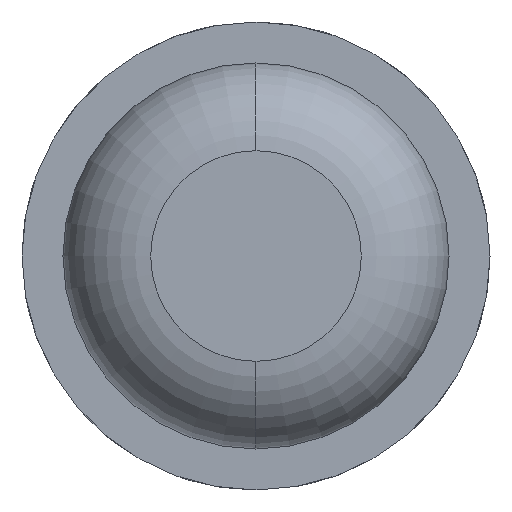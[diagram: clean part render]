
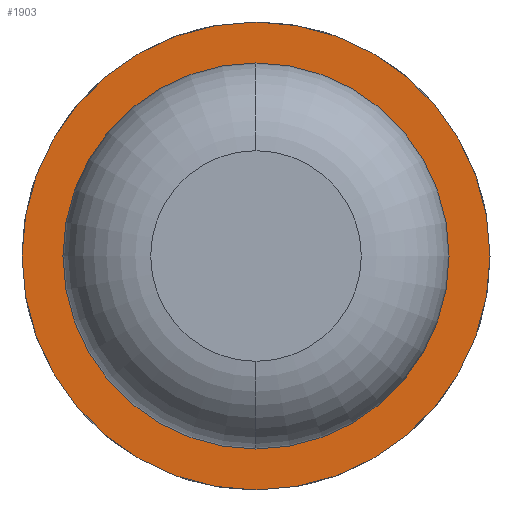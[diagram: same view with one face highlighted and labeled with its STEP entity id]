
A CAD part, front view. The second image highlights one B-rep face of the part: STEP entity #1903.
In plain terms, the highlighted planar face has unit normal (0, -1, 0).
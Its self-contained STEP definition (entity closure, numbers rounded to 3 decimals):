
#59 = AXIS2_PLACEMENT_3D ( 'NONE', #1803, #1756, #4334 ) ;
#359 = CIRCLE ( 'NONE', #1844, 0.825 ) ;
#514 = EDGE_LOOP ( 'NONE', ( #3478, #3321 ) ) ;
#717 = ORIENTED_EDGE ( 'NONE', *, *, #3187, .F. ) ;
#761 = ORIENTED_EDGE ( 'NONE', *, *, #2231, .F. ) ;
#980 = DIRECTION ( 'NONE',  ( 0., 0., -1. ) ) ;
#1311 = CIRCLE ( 'NONE', #4226, 1. ) ;
#1517 = VERTEX_POINT ( 'NONE', #4001 ) ;
#1702 = EDGE_CURVE ( 'Defeature ausgef�hrt1_1+Defeature ausgef�hrt1_4+Defeature ausgef�hrt1_4+Defeature ausgef�hrt1_4', #1963, #3061, #3161, .T. ) ;
#1756 = DIRECTION ( 'NONE',  ( 0., -1., 0. ) ) ;
#1776 = EDGE_CURVE ( 'Defeature ausgef�hrt1_1+Defeature ausgef�hrt1_4+Defeature ausgef�hrt1_4+Defeature ausgef�hrt1_4', #3061, #1963, #359, .T. ) ;
#1803 = CARTESIAN_POINT ( 'NONE',  ( -1., -3., 0. ) ) ;
#1832 = EDGE_LOOP ( 'NONE', ( #717, #761 ) ) ;
#1836 = VERTEX_POINT ( 'NONE', #3524 ) ;
#1844 = AXIS2_PLACEMENT_3D ( 'NONE', #2766, #2780, #980 ) ;
#1903 = ADVANCED_FACE ( 'Defeature ausgef�hrt1_4', ( #4648, #4487 ), #4017, .T. ) ;
#1963 = VERTEX_POINT ( 'NONE', #2922 ) ;
#2005 = CARTESIAN_POINT ( 'NONE',  ( 0., -3., 0. ) ) ;
#2108 = CARTESIAN_POINT ( 'NONE',  ( 0., -3., 0. ) ) ;
#2231 = EDGE_CURVE ( 'Defeature ausgef�hrt1_5+Defeature ausgef�hrt1_4+Defeature ausgef�hrt1_4+Defeature ausgef�hrt1_4', #1517, #1836, #3149, .T. ) ;
#2281 = CARTESIAN_POINT ( 'NONE',  ( 0., -3., -0.825 ) ) ;
#2359 = DIRECTION ( 'NONE',  ( 0., -1., 0. ) ) ;
#2436 = CARTESIAN_POINT ( 'NONE',  ( 0., -3., 0. ) ) ;
#2487 = DIRECTION ( 'NONE',  ( 0., 0., 1. ) ) ;
#2510 = DIRECTION ( 'NONE',  ( 0., 0., 1. ) ) ;
#2766 = CARTESIAN_POINT ( 'NONE',  ( 0., -3., 0. ) ) ;
#2780 = DIRECTION ( 'NONE',  ( 0., -1., 0. ) ) ;
#2842 = DIRECTION ( 'NONE',  ( 0., 1., 0. ) ) ;
#2922 = CARTESIAN_POINT ( 'NONE',  ( 0., -3., 0.825 ) ) ;
#3061 = VERTEX_POINT ( 'NONE', #2281 ) ;
#3149 = CIRCLE ( 'NONE', #3271, 1. ) ;
#3161 = CIRCLE ( 'NONE', #4414, 0.825 ) ;
#3187 = EDGE_CURVE ( 'Defeature ausgef�hrt1_5+Defeature ausgef�hrt1_4+Defeature ausgef�hrt1_4+Defeature ausgef�hrt1_4', #1836, #1517, #1311, .T. ) ;
#3271 = AXIS2_PLACEMENT_3D ( 'NONE', #2436, #4679, #2487 ) ;
#3321 = ORIENTED_EDGE ( 'NONE', *, *, #1776, .F. ) ;
#3478 = ORIENTED_EDGE ( 'NONE', *, *, #1702, .F. ) ;
#3524 = CARTESIAN_POINT ( 'NONE',  ( 0., -3., 1. ) ) ;
#4001 = CARTESIAN_POINT ( 'NONE',  ( 0., -3., -1. ) ) ;
#4017 = PLANE ( 'NONE',  #59 ) ;
#4226 = AXIS2_PLACEMENT_3D ( 'NONE', #2108, #2842, #2510 ) ;
#4334 = DIRECTION ( 'NONE',  ( 0., 0., -1. ) ) ;
#4414 = AXIS2_PLACEMENT_3D ( 'NONE', #2005, #2359, #4573 ) ;
#4487 = FACE_OUTER_BOUND ( 'NONE', #1832, .T. ) ;
#4573 = DIRECTION ( 'NONE',  ( 0., 0., -1. ) ) ;
#4648 = FACE_BOUND ( 'NONE', #514, .T. ) ;
#4679 = DIRECTION ( 'NONE',  ( 0., 1., 0. ) ) ;
